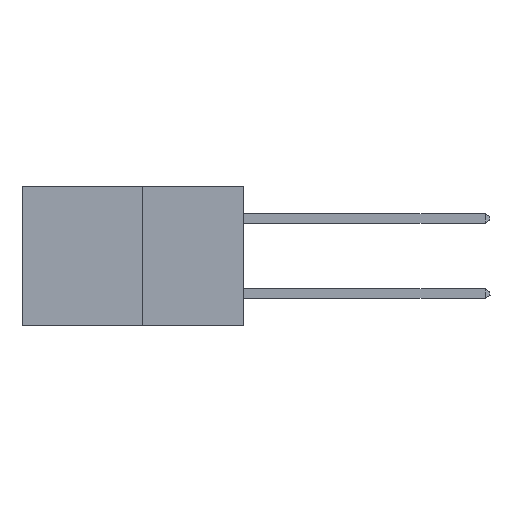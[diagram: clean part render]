
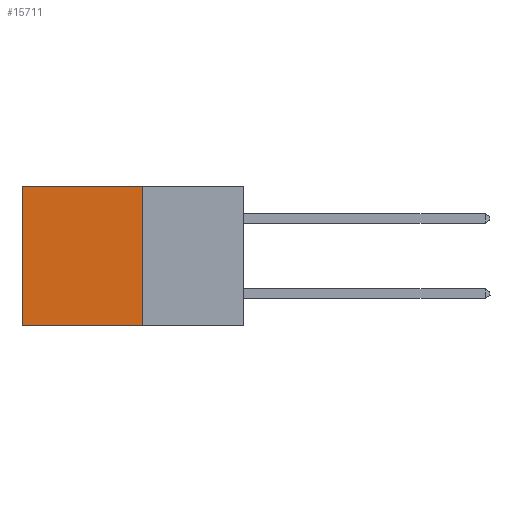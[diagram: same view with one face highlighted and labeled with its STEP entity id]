
A CAD part, left-side view. The second image highlights one B-rep face of the part: STEP entity #15711.
In plain terms, the highlighted planar face has unit normal (-1, 0, 0).
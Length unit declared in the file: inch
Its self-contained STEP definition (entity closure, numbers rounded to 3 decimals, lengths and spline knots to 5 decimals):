
#592 = VERTEX_POINT ( 'NONE', #21914 ) ;
#1354 = VECTOR ( 'NONE', #3939, 39.37008 ) ;
#2625 = PLANE ( 'NONE',  #19901 ) ;
#2824 = DIRECTION ( 'NONE',  ( 0., 0., -1. ) ) ;
#3300 = CARTESIAN_POINT ( 'NONE',  ( 0.277, 0.27, -0.37 ) ) ;
#3459 = CARTESIAN_POINT ( 'NONE',  ( 0.277, 0.59, 0. ) ) ;
#3593 = CARTESIAN_POINT ( 'NONE',  ( 0.277, 0.27, 0. ) ) ;
#3939 = DIRECTION ( 'NONE',  ( 0., 0., -1. ) ) ;
#4106 = EDGE_LOOP ( 'NONE', ( #18310, #5601, #14738, #14434 ) ) ;
#5601 = ORIENTED_EDGE ( 'NONE', *, *, #15178, .F. ) ;
#5804 = DIRECTION ( 'NONE',  ( 0., 1., 0. ) ) ;
#7211 = LINE ( 'NONE', #27728, #1354 ) ;
#7373 = LINE ( 'NONE', #3593, #18288 ) ;
#8314 = EDGE_CURVE ( 'NONE', #23371, #16611, #7211, .T. ) ;
#11000 = LINE ( 'NONE', #25099, #26807 ) ;
#11614 = CARTESIAN_POINT ( 'NONE',  ( 0.277, 0.27, -0.37 ) ) ;
#12058 = CARTESIAN_POINT ( 'NONE',  ( 0.277, 0.59, -0.37 ) ) ;
#13931 = DIRECTION ( 'NONE',  ( 0., 1., 0. ) ) ;
#14434 = ORIENTED_EDGE ( 'NONE', *, *, #19849, .T. ) ;
#14738 = ORIENTED_EDGE ( 'NONE', *, *, #23761, .F. ) ;
#15178 = EDGE_CURVE ( 'NONE', #22975, #16611, #17153, .T. ) ;
#15711 = ADVANCED_FACE ( 'NONE', ( #20165 ), #2625, .F. ) ;
#15973 = DIRECTION ( 'NONE',  ( 1., 0., 0. ) ) ;
#16611 = VERTEX_POINT ( 'NONE', #12058 ) ;
#17153 = LINE ( 'NONE', #26768, #17820 ) ;
#17820 = VECTOR ( 'NONE', #13931, 39.37008 ) ;
#18288 = VECTOR ( 'NONE', #5804, 39.37008 ) ;
#18310 = ORIENTED_EDGE ( 'NONE', *, *, #8314, .T. ) ;
#19849 = EDGE_CURVE ( 'NONE', #592, #23371, #7373, .T. ) ;
#19901 = AXIS2_PLACEMENT_3D ( 'NONE', #11614, #15973, #2824 ) ;
#20165 = FACE_OUTER_BOUND ( 'NONE', #4106, .T. ) ;
#21914 = CARTESIAN_POINT ( 'NONE',  ( 0.277, 0.27, 0. ) ) ;
#22975 = VERTEX_POINT ( 'NONE', #3300 ) ;
#23371 = VERTEX_POINT ( 'NONE', #3459 ) ;
#23761 = EDGE_CURVE ( 'NONE', #592, #22975, #11000, .T. ) ;
#25099 = CARTESIAN_POINT ( 'NONE',  ( 0.277, 0.27, -0.37 ) ) ;
#25192 = DIRECTION ( 'NONE',  ( 0., 0., -1. ) ) ;
#26768 = CARTESIAN_POINT ( 'NONE',  ( 0.277, 0.27, -0.37 ) ) ;
#26807 = VECTOR ( 'NONE', #25192, 39.37008 ) ;
#27728 = CARTESIAN_POINT ( 'NONE',  ( 0.277, 0.59, -0.37 ) ) ;
